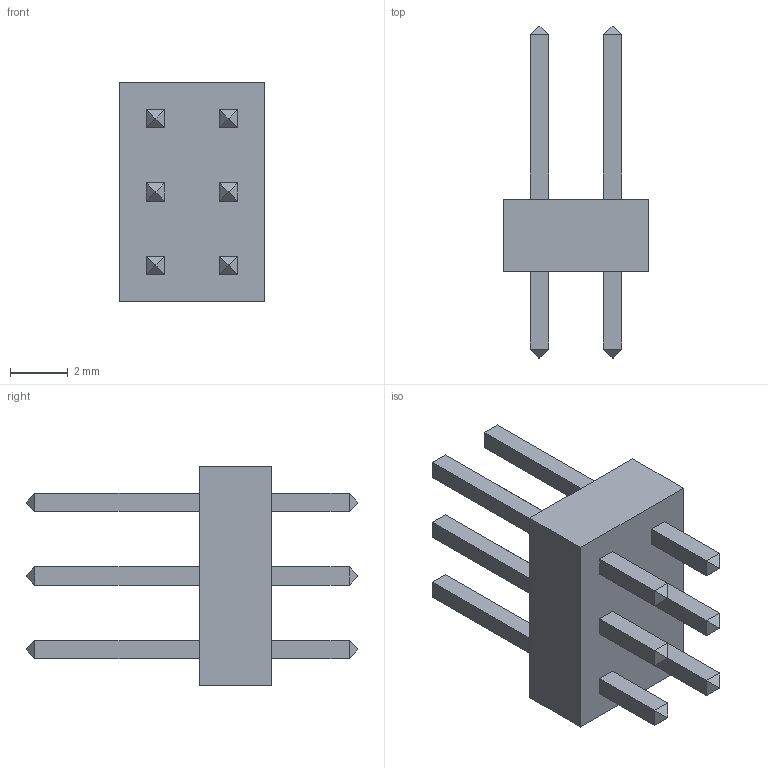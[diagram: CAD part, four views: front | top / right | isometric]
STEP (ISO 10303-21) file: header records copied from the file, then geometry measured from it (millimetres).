
FILE_DESCRIPTION (( 'STEP AP214' ), '1' );
FILE_NAME ('2FBC0B4B-2CAF-4C82-B7D4-378090A929AB.STEP', '2023-08-09T13:19:57', ( '' ), ( '' ), 'SwSTEP 2.0', 'SolidWorks 2022', '' );
FILE_SCHEMA (( 'AUTOMOTIVE_DESIGN' ));
Length unit declared in the file: millimetre
Products named in the file (1): 2FBC0B4B-2CAF-4C82-B7D4-378090A929AB
Bounding box: 5.04 x 11.5 x 7.62 mm (x, y, z)
Volume: 117.2 mm3; surface area: 271.2 mm2
Topology: 1 solids, 1 shells, 114 faces, 252 edges, 152 vertices
Faces by surface type: plane 114
Entity records: 4300 total; most frequent: CARTESIAN_POINT 519, ORIENTED_EDGE 504, DIRECTION 482, LINE 252, EDGE_CURVE 252, VECTOR 252, VERTEX_POINT 152, EDGE_LOOP 126
